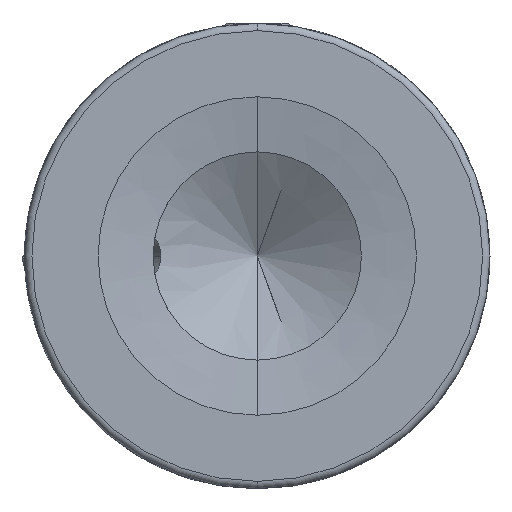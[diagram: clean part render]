
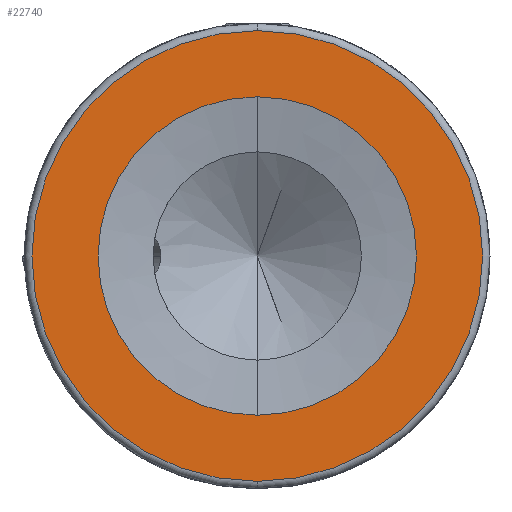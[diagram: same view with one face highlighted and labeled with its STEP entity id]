
A CAD part, left-side view. The second image highlights one B-rep face of the part: STEP entity #22740.
In plain terms, the highlighted planar face has unit normal (-1, 0, 0).
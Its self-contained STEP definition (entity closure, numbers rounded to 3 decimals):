
#1288 = CARTESIAN_POINT ( 'NONE',  ( -17., 0., 0. ) ) ;
#1476 = ORIENTED_EDGE ( 'NONE', *, *, #9613, .T. ) ;
#1551 = AXIS2_PLACEMENT_3D ( 'NONE', #11322, #1850, #17072 ) ;
#1691 = DIRECTION ( 'NONE',  ( 0., 0., 1. ) ) ;
#1850 = DIRECTION ( 'NONE',  ( -1., 0., 0. ) ) ;
#2368 = FACE_OUTER_BOUND ( 'NONE', #17176, .T. ) ;
#3461 = CARTESIAN_POINT ( 'NONE',  ( -17., 0., 0. ) ) ;
#3751 = VERTEX_POINT ( 'NONE', #9335 ) ;
#4050 = CIRCLE ( 'NONE', #11603, 9.2 ) ;
#4065 = ORIENTED_EDGE ( 'NONE', *, *, #16352, .F. ) ;
#5573 = EDGE_CURVE ( 'NONE', #11539, #18050, #19944, .T. ) ;
#5865 = FACE_BOUND ( 'NONE', #21459, .T. ) ;
#6238 = AXIS2_PLACEMENT_3D ( 'NONE', #24526, #14896, #1691 ) ;
#7258 = AXIS2_PLACEMENT_3D ( 'NONE', #15580, #13686, #13443 ) ;
#9335 = CARTESIAN_POINT ( 'NONE',  ( -17., 0., 6.5 ) ) ;
#9613 = EDGE_CURVE ( 'NONE', #18050, #11539, #4050, .T. ) ;
#11322 = CARTESIAN_POINT ( 'NONE',  ( -17., 0., 0. ) ) ;
#11539 = VERTEX_POINT ( 'NONE', #17829 ) ;
#11603 = AXIS2_PLACEMENT_3D ( 'NONE', #1288, #24134, #14622 ) ;
#13012 = ORIENTED_EDGE ( 'NONE', *, *, #13903, .F. ) ;
#13443 = DIRECTION ( 'NONE',  ( 0., 0., -1. ) ) ;
#13686 = DIRECTION ( 'NONE',  ( 1., 0., 0. ) ) ;
#13903 = EDGE_CURVE ( 'NONE', #20619, #3751, #20999, .T. ) ;
#14611 = CARTESIAN_POINT ( 'NONE',  ( -17., 0., -9.2 ) ) ;
#14622 = DIRECTION ( 'NONE',  ( 0., 0., 1. ) ) ;
#14896 = DIRECTION ( 'NONE',  ( -1., 0., 0. ) ) ;
#15580 = CARTESIAN_POINT ( 'NONE',  ( -17., 6.5, 0. ) ) ;
#15753 = PLANE ( 'NONE',  #7258 ) ;
#15910 = DIRECTION ( 'NONE',  ( 0., 0., 1. ) ) ;
#16352 = EDGE_CURVE ( 'NONE', #3751, #20619, #23478, .T. ) ;
#17072 = DIRECTION ( 'NONE',  ( 0., 0., 1. ) ) ;
#17176 = EDGE_LOOP ( 'NONE', ( #22362, #1476 ) ) ;
#17829 = CARTESIAN_POINT ( 'NONE',  ( -17., 0., 9.2 ) ) ;
#18050 = VERTEX_POINT ( 'NONE', #14611 ) ;
#19548 = AXIS2_PLACEMENT_3D ( 'NONE', #3461, #20206, #15910 ) ;
#19944 = CIRCLE ( 'NONE', #19548, 9.2 ) ;
#20206 = DIRECTION ( 'NONE',  ( -1., 0., 0. ) ) ;
#20619 = VERTEX_POINT ( 'NONE', #24289 ) ;
#20999 = CIRCLE ( 'NONE', #6238, 6.5 ) ;
#21459 = EDGE_LOOP ( 'NONE', ( #4065, #13012 ) ) ;
#22362 = ORIENTED_EDGE ( 'NONE', *, *, #5573, .T. ) ;
#22740 = ADVANCED_FACE ( 'NONE', ( #5865, #2368 ), #15753, .F. ) ;
#23478 = CIRCLE ( 'NONE', #1551, 6.5 ) ;
#24134 = DIRECTION ( 'NONE',  ( -1., 0., 0. ) ) ;
#24289 = CARTESIAN_POINT ( 'NONE',  ( -17., 0., -6.5 ) ) ;
#24526 = CARTESIAN_POINT ( 'NONE',  ( -17., 0., 0. ) ) ;
